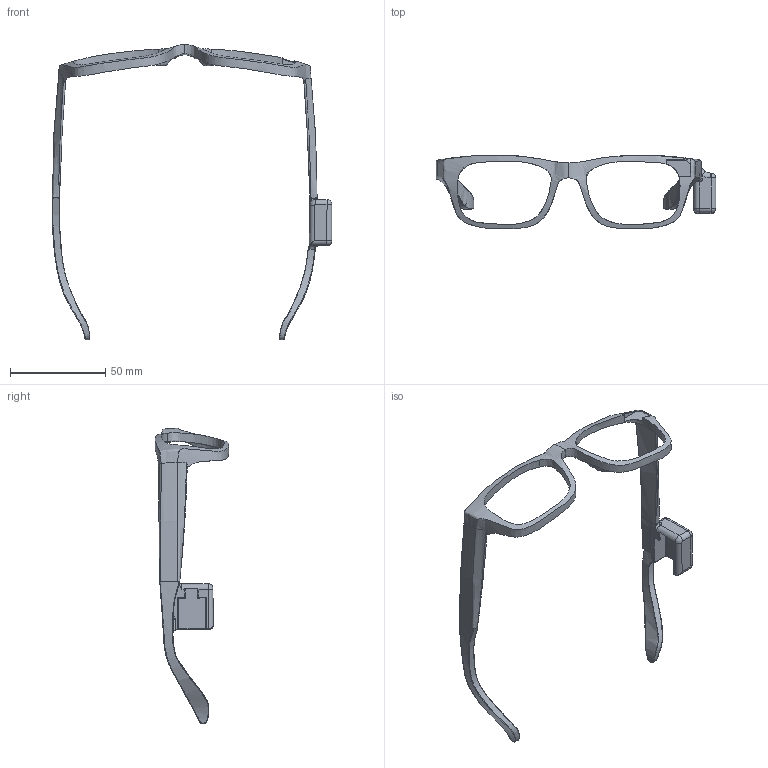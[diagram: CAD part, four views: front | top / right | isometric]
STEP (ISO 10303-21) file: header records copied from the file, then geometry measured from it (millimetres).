
FILE_DESCRIPTION(/* description */ (''),/* implementation_level */ '2;1');
FILE_NAME(/* name */ 'Glasses_Base Model 1.stp',/* time_stamp */ '2023-06-10T02:26:14-07:00',/* author */ (''),/* organization */ (''),/* preprocessor_version */ 'ST-DEVELOPER v18.1',/* originating_system */ 'SIEMENS PLM Software NX 1996',/* authorisation */ '');
FILE_SCHEMA (('AUTOMOTIVE_DESIGN { 1 0 10303 214 3 1 1 1 }'));
Length unit declared in the file: millimetre
Products named in the file (1): OwenF0A4179Cuotl
Bounding box: 146.98 x 38.7 x 155.36 mm (x, y, z)
Volume: 19227.5 mm3; surface area: 16204.8 mm2
Topology: 1 solids, 1 shells, 235 faces, 619 edges, 366 vertices
Faces by surface type: bspline 79, cylinder 62, plane 54, sphere 13, extrusion 12, torus 12, cone 3
Entity records: 15576 total; most frequent: CARTESIAN_POINT 10658, ORIENTED_EDGE 1194, DIRECTION 763, EDGE_CURVE 597, VERTEX_POINT 366, B_SPLINE_CURVE_WITH_KNOTS 298, AXIS2_PLACEMENT_3D 298, EDGE_LOOP 241
